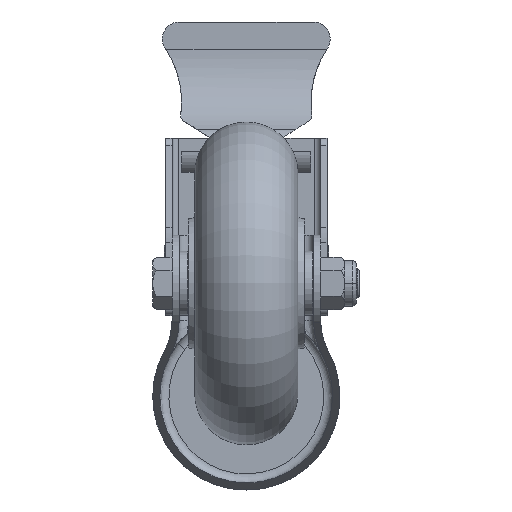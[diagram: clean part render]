
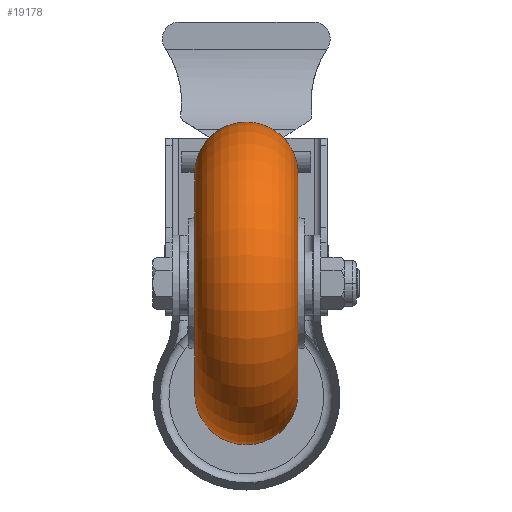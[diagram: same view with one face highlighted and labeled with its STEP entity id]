
A CAD part, front view. The second image highlights one B-rep face of the part: STEP entity #19178.
In plain terms, the highlighted toroidal (fillet/blend) face has major radius 34 mm and minor radius 16 mm.
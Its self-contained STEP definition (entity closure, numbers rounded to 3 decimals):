
#149 = VERTEX_POINT ( 'NONE', #14298 ) ;
#213 = DIRECTION ( 'NONE',  ( -1., 0., 0. ) ) ;
#477 = VERTEX_POINT ( 'NONE', #4472 ) ;
#535 = DIRECTION ( 'NONE',  ( 0., 0., -1. ) ) ;
#576 = AXIS2_PLACEMENT_3D ( 'NONE', #10166, #5162, #13028 ) ;
#2149 = EDGE_CURVE ( 'NONE', #12055, #4789, #19312, .T. ) ;
#2265 = DIRECTION ( 'NONE',  ( 1., 0., -0.028 ) ) ;
#2573 = CARTESIAN_POINT ( 'NONE',  ( 0., 0., -34. ) ) ;
#4160 = DIRECTION ( 'NONE',  ( 0., 0., -1. ) ) ;
#4472 = CARTESIAN_POINT ( 'NONE',  ( -15.994, 0., -34.447 ) ) ;
#4498 = EDGE_CURVE ( 'NONE', #13170, #149, #16726, .T. ) ;
#4789 = VERTEX_POINT ( 'NONE', #12072 ) ;
#5162 = DIRECTION ( 'NONE',  ( 0., -1., 0. ) ) ;
#5375 = EDGE_LOOP ( 'NONE', ( #18771, #19293, #6031, #12343, #18336, #10086 ) ) ;
#5468 = CARTESIAN_POINT ( 'NONE',  ( -15.994, 0., 0. ) ) ;
#5642 = DIRECTION ( 'NONE',  ( 0., -1., 0. ) ) ;
#6031 = ORIENTED_EDGE ( 'NONE', *, *, #4498, .F. ) ;
#7014 = EDGE_CURVE ( 'NONE', #10623, #477, #9389, .T. ) ;
#8428 = DIRECTION ( 'NONE',  ( -1., 0., 0. ) ) ;
#8440 = CIRCLE ( 'NONE', #17617, 34.447 ) ;
#9389 = CIRCLE ( 'NONE', #10998, 16. ) ;
#9414 = AXIS2_PLACEMENT_3D ( 'NONE', #12595, #213, #17034 ) ;
#9929 = EDGE_CURVE ( 'NONE', #10623, #12055, #8440, .T. ) ;
#10059 = CARTESIAN_POINT ( 'NONE',  ( 0., 0., 0. ) ) ;
#10086 = ORIENTED_EDGE ( 'NONE', *, *, #9929, .T. ) ;
#10166 = CARTESIAN_POINT ( 'NONE',  ( 0., 0., 34. ) ) ;
#10623 = VERTEX_POINT ( 'NONE', #14258 ) ;
#10741 = CARTESIAN_POINT ( 'NONE',  ( 15.994, -34.447, 0. ) ) ;
#10998 = AXIS2_PLACEMENT_3D ( 'NONE', #2573, #13405, #2265 ) ;
#11673 = EDGE_CURVE ( 'NONE', #4789, #149, #18257, .T. ) ;
#12027 = CIRCLE ( 'NONE', #9414, 34.447 ) ;
#12055 = VERTEX_POINT ( 'NONE', #10741 ) ;
#12072 = CARTESIAN_POINT ( 'NONE',  ( 15.994, 0., 34.447 ) ) ;
#12343 = ORIENTED_EDGE ( 'NONE', *, *, #12679, .F. ) ;
#12595 = CARTESIAN_POINT ( 'NONE',  ( -15.994, 0., 0. ) ) ;
#12600 = AXIS2_PLACEMENT_3D ( 'NONE', #10059, #13119, #535 ) ;
#12679 = EDGE_CURVE ( 'NONE', #477, #13170, #12027, .T. ) ;
#13028 = DIRECTION ( 'NONE',  ( 1., 0., 0.028 ) ) ;
#13119 = DIRECTION ( 'NONE',  ( -1., 0., 0. ) ) ;
#13170 = VERTEX_POINT ( 'NONE', #18410 ) ;
#13405 = DIRECTION ( 'NONE',  ( 0., 1., 0. ) ) ;
#14258 = CARTESIAN_POINT ( 'NONE',  ( 15.994, 0., -34.447 ) ) ;
#14298 = CARTESIAN_POINT ( 'NONE',  ( -15.994, 0., 34.447 ) ) ;
#14844 = CARTESIAN_POINT ( 'NONE',  ( 15.994, 0., 0. ) ) ;
#15103 = DIRECTION ( 'NONE',  ( -1., 0., 0. ) ) ;
#16545 = TOROIDAL_SURFACE ( 'NONE', #12600, 34., 16. ) ;
#16726 = CIRCLE ( 'NONE', #17050, 34.447 ) ;
#17034 = DIRECTION ( 'NONE',  ( 0., 0., -1. ) ) ;
#17050 = AXIS2_PLACEMENT_3D ( 'NONE', #5468, #8428, #19621 ) ;
#17617 = AXIS2_PLACEMENT_3D ( 'NONE', #19741, #15103, #4160 ) ;
#18009 = AXIS2_PLACEMENT_3D ( 'NONE', #14844, #19477, #5642 ) ;
#18257 = CIRCLE ( 'NONE', #576, 16. ) ;
#18336 = ORIENTED_EDGE ( 'NONE', *, *, #7014, .F. ) ;
#18410 = CARTESIAN_POINT ( 'NONE',  ( -15.994, -34.447, 0. ) ) ;
#18771 = ORIENTED_EDGE ( 'NONE', *, *, #2149, .T. ) ;
#19178 = ADVANCED_FACE ( 'NONE', ( #19505 ), #16545, .T. ) ;
#19293 = ORIENTED_EDGE ( 'NONE', *, *, #11673, .T. ) ;
#19312 = CIRCLE ( 'NONE', #18009, 34.447 ) ;
#19477 = DIRECTION ( 'NONE',  ( -1., 0., 0. ) ) ;
#19505 = FACE_OUTER_BOUND ( 'NONE', #5375, .T. ) ;
#19621 = DIRECTION ( 'NONE',  ( 0., -1., 0. ) ) ;
#19741 = CARTESIAN_POINT ( 'NONE',  ( 15.994, 0., 0. ) ) ;
